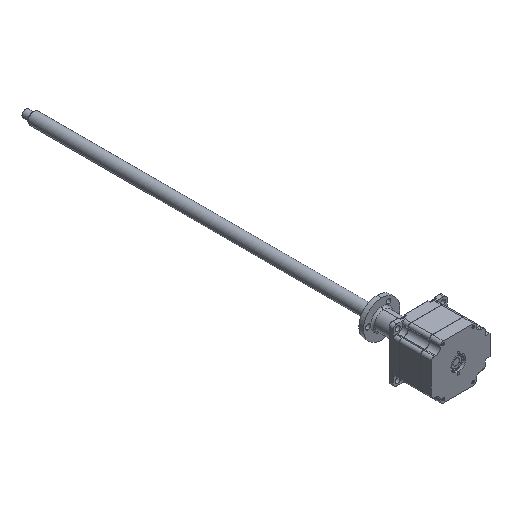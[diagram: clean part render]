
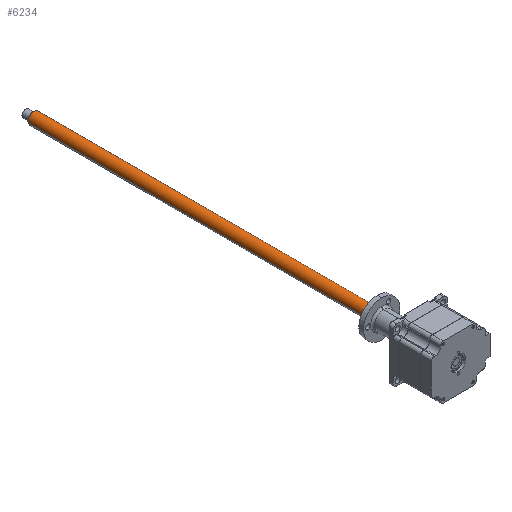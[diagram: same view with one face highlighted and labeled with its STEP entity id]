
A CAD part, isometric view. The second image highlights one B-rep face of the part: STEP entity #6234.
In plain terms, the highlighted cylindrical face has radius 6 mm (diameter 12 mm), a partial arc.
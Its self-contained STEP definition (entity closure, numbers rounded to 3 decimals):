
#409 = DIRECTION ( 'NONE',  ( -0.975, 0., -0.224 ) ) ;
#532 = DIRECTION ( 'NONE',  ( 0., -1., 0. ) ) ;
#644 = CARTESIAN_POINT ( 'NONE',  ( -23.14, 402.999, 32.007 ) ) ;
#770 = EDGE_CURVE ( 'NONE', #5351, #4263, #1443, .T. ) ;
#1264 = CARTESIAN_POINT ( 'NONE',  ( -17.293, 3.999, 33.35 ) ) ;
#1443 = CIRCLE ( 'NONE', #6869, 6. ) ;
#1578 = DIRECTION ( 'NONE',  ( 0., -1., 0. ) ) ;
#1726 = CYLINDRICAL_SURFACE ( 'NONE', #6176, 6. ) ;
#2094 = VERTEX_POINT ( 'NONE', #10920 ) ;
#2492 = DIRECTION ( 'NONE',  ( 0., -1., 0. ) ) ;
#3390 = CARTESIAN_POINT ( 'NONE',  ( -23.14, 403.999, 32.007 ) ) ;
#3498 = CARTESIAN_POINT ( 'NONE',  ( -23.14, 3.999, 32.007 ) ) ;
#3644 = LINE ( 'NONE', #3390, #5705 ) ;
#4263 = VERTEX_POINT ( 'NONE', #3498 ) ;
#4608 = ORIENTED_EDGE ( 'NONE', *, *, #6007, .T. ) ;
#4821 = CARTESIAN_POINT ( 'NONE',  ( -17.293, 402.999, 33.35 ) ) ;
#4973 = EDGE_LOOP ( 'NONE', ( #10290, #4608, #8359, #11155 ) ) ;
#5346 = VERTEX_POINT ( 'NONE', #644 ) ;
#5351 = VERTEX_POINT ( 'NONE', #6890 ) ;
#5705 = VECTOR ( 'NONE', #6926, 1000. ) ;
#5707 = DIRECTION ( 'NONE',  ( 0.975, 0., 0.224 ) ) ;
#6007 = EDGE_CURVE ( 'NONE', #2094, #5346, #8362, .T. ) ;
#6176 = AXIS2_PLACEMENT_3D ( 'NONE', #11281, #1578, #6841 ) ;
#6234 = ADVANCED_FACE ( 'NONE', ( #11115 ), #1726, .T. ) ;
#6841 = DIRECTION ( 'NONE',  ( -0.975, 0., -0.224 ) ) ;
#6869 = AXIS2_PLACEMENT_3D ( 'NONE', #1264, #532, #409 ) ;
#6890 = CARTESIAN_POINT ( 'NONE',  ( -11.445, 3.999, 34.693 ) ) ;
#6926 = DIRECTION ( 'NONE',  ( 0., -1., 0. ) ) ;
#7487 = VECTOR ( 'NONE', #2492, 1000. ) ;
#8359 = ORIENTED_EDGE ( 'NONE', *, *, #9651, .T. ) ;
#8362 = CIRCLE ( 'NONE', #8758, 6. ) ;
#8658 = CARTESIAN_POINT ( 'NONE',  ( -11.445, 403.999, 34.693 ) ) ;
#8758 = AXIS2_PLACEMENT_3D ( 'NONE', #4821, #10995, #5707 ) ;
#9565 = LINE ( 'NONE', #8658, #7487 ) ;
#9651 = EDGE_CURVE ( 'NONE', #5346, #4263, #3644, .T. ) ;
#10290 = ORIENTED_EDGE ( 'NONE', *, *, #10603, .F. ) ;
#10603 = EDGE_CURVE ( 'NONE', #2094, #5351, #9565, .T. ) ;
#10920 = CARTESIAN_POINT ( 'NONE',  ( -11.445, 402.999, 34.693 ) ) ;
#10995 = DIRECTION ( 'NONE',  ( 0., -1., 0. ) ) ;
#11115 = FACE_OUTER_BOUND ( 'NONE', #4973, .T. ) ;
#11155 = ORIENTED_EDGE ( 'NONE', *, *, #770, .F. ) ;
#11281 = CARTESIAN_POINT ( 'NONE',  ( -17.293, 403.999, 33.35 ) ) ;
